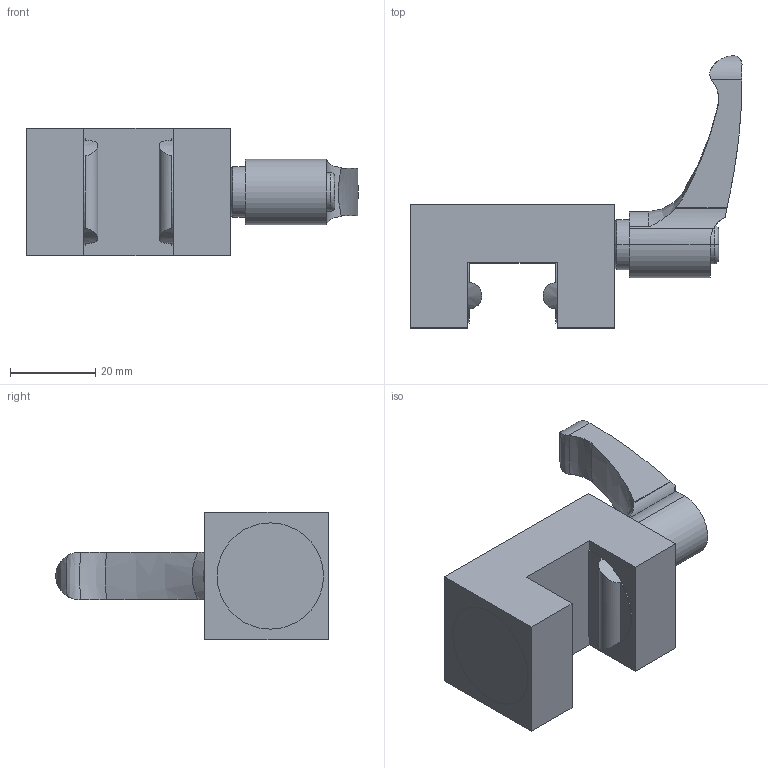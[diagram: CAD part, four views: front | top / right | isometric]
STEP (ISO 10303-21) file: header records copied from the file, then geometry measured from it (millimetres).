
FILE_DESCRIPTION (( 'STEP AP214' ), '1' );
FILE_NAME ('dHK25-Rollco.step', '2022-01-07T08:16:46', ( '' ), ( '' ), 'SwSTEP 2.0', 'SolidWorks 2010', '' );
FILE_SCHEMA (( 'AUTOMOTIVE_DESIGN' ));
Length unit declared in the file: millimetre
Products named in the file (3): 2; 1; dHK25-Rollco
Assembly tree (2 placements, depth 2):
  dHK25-Rollco
    2
    1
Bounding box: 78.08 x 64.04 x 30 mm (x, y, z)
Volume: 39709.6 mm3; surface area: 11371.8 mm2
Topology: 2 solids, 2 shells, 97 faces, 247 edges, 155 vertices
Faces by surface type: cylinder 38, plane 31, cone 18, bspline 10
Entity records: 3415 total; most frequent: CARTESIAN_POINT 1049, ORIENTED_EDGE 478, DIRECTION 470, EDGE_CURVE 239, AXIS2_PLACEMENT_3D 180, VERTEX_POINT 155, LINE 110, VECTOR 110
